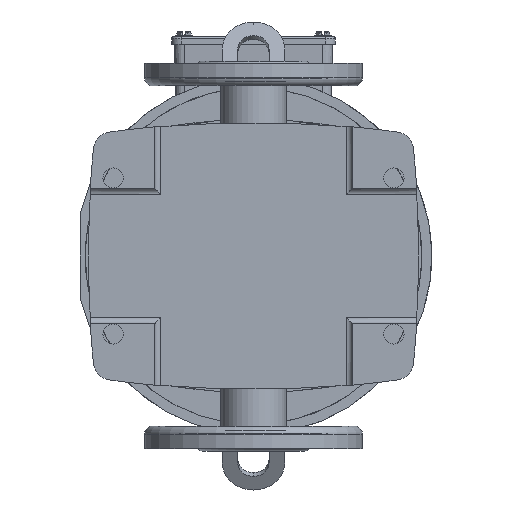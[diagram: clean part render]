
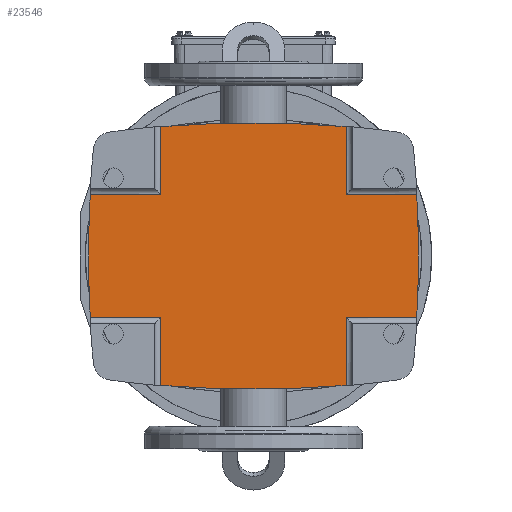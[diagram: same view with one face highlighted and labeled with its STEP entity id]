
A CAD part, front view. The second image highlights one B-rep face of the part: STEP entity #23546.
In plain terms, the highlighted planar face has unit normal (0, -1, 0).
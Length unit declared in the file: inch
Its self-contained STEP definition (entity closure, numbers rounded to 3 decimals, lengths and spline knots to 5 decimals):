
#200 = ORIENTED_EDGE ( 'NONE', *, *, #72763, .F. ) ;
#256 = VERTEX_POINT ( 'NONE', #54346 ) ;
#627 = FACE_OUTER_BOUND ( 'NONE', #24727, .T. ) ;
#1896 = LINE ( 'NONE', #36281, #58279 ) ;
#3031 = ORIENTED_EDGE ( 'NONE', *, *, #62979, .T. ) ;
#3947 = CARTESIAN_POINT ( 'NONE',  ( -4.59646, 0.19685, -2.33625 ) ) ;
#5126 = CIRCLE ( 'NONE', #36694, 26.47079 ) ;
#6163 = EDGE_CURVE ( 'NONE', #8623, #54775, #18984, .T. ) ;
#7471 = LINE ( 'NONE', #35752, #39409 ) ;
#7478 = DIRECTION ( 'NONE',  ( 1., 0., 0. ) ) ;
#8623 = VERTEX_POINT ( 'NONE', #49953 ) ;
#8646 = AXIS2_PLACEMENT_3D ( 'NONE', #24433, #72047, #17269 ) ;
#9136 = EDGE_CURVE ( 'NONE', #54775, #63793, #26172, .T. ) ;
#10381 = ORIENTED_EDGE ( 'NONE', *, *, #74080, .T. ) ;
#11513 = ORIENTED_EDGE ( 'NONE', *, *, #80916, .T. ) ;
#12161 = AXIS2_PLACEMENT_3D ( 'NONE', #69508, #68918, #41250 ) ;
#12203 = AXIS2_PLACEMENT_3D ( 'NONE', #50931, #24157, #71774 ) ;
#13614 = VECTOR ( 'NONE', #51290, 39.37008 ) ;
#15676 = CARTESIAN_POINT ( 'NONE',  ( -3.26434, 0.19685, -2.33625 ) ) ;
#15766 = DIRECTION ( 'NONE',  ( 0., 0., 1. ) ) ;
#15887 = CARTESIAN_POINT ( 'NONE',  ( -1.54265, 0.19685, 4.11924 ) ) ;
#16046 = LINE ( 'NONE', #84408, #74349 ) ;
#16506 = DIRECTION ( 'NONE',  ( 1., 0., 0. ) ) ;
#17269 = DIRECTION ( 'NONE',  ( 0., 0., 1. ) ) ;
#18793 = DIRECTION ( 'NONE',  ( 1., 0., 0. ) ) ;
#18984 = CIRCLE ( 'NONE', #42760, 27.26527 ) ;
#19125 = CARTESIAN_POINT ( 'NONE',  ( 1.54265, 0.19685, 2.33625 ) ) ;
#19163 = VERTEX_POINT ( 'NONE', #15887 ) ;
#19202 = ORIENTED_EDGE ( 'NONE', *, *, #9136, .F. ) ;
#20110 = AXIS2_PLACEMENT_3D ( 'NONE', #80983, #32724, #66323 ) ;
#20759 = CARTESIAN_POINT ( 'NONE',  ( -1.54265, 0.19685, -4.11924 ) ) ;
#21509 = EDGE_CURVE ( 'NONE', #75906, #256, #1896, .T. ) ;
#21921 = EDGE_CURVE ( 'NONE', #63793, #32698, #49775, .T. ) ;
#22804 = EDGE_CURVE ( 'NONE', #256, #63396, #80590, .T. ) ;
#23266 = CARTESIAN_POINT ( 'NONE',  ( 23.10315, 0.19685, 0. ) ) ;
#23546 = ADVANCED_FACE ( 'NONE', ( #627 ), #72896, .F. ) ;
#24157 = DIRECTION ( 'NONE',  ( 0., -1., 0. ) ) ;
#24433 = CARTESIAN_POINT ( 'NONE',  ( 0., 0.19685, -23.10236 ) ) ;
#24727 = EDGE_LOOP ( 'NONE', ( #64690, #48680, #3031, #10381, #61990, #19202, #36083, #57023, #77381, #85996, #200, #32711, #39089, #11513 ) ) ;
#26172 = CIRCLE ( 'NONE', #12161, 27.26527 ) ;
#26587 = CARTESIAN_POINT ( 'NONE',  ( 0., 0.19685, 4.16291 ) ) ;
#26893 = CARTESIAN_POINT ( 'NONE',  ( -4.59646, 0.19685, 2.33625 ) ) ;
#27723 = CARTESIAN_POINT ( 'NONE',  ( 3.26434, 0.19685, -2.33625 ) ) ;
#28864 = DIRECTION ( 'NONE',  ( 0., 0., 1. ) ) ;
#32698 = VERTEX_POINT ( 'NONE', #85233 ) ;
#32711 = ORIENTED_EDGE ( 'NONE', *, *, #21509, .T. ) ;
#32724 = DIRECTION ( 'NONE',  ( 0., 1., 0. ) ) ;
#33963 = EDGE_CURVE ( 'NONE', #77176, #43120, #63550, .T. ) ;
#34078 = CIRCLE ( 'NONE', #12203, 27.26527 ) ;
#34541 = DIRECTION ( 'NONE',  ( 0., 0., 1. ) ) ;
#35752 = CARTESIAN_POINT ( 'NONE',  ( -1.54265, 0.19685, -4.59646 ) ) ;
#36083 = ORIENTED_EDGE ( 'NONE', *, *, #6163, .F. ) ;
#36267 = VERTEX_POINT ( 'NONE', #69549 ) ;
#36281 = CARTESIAN_POINT ( 'NONE',  ( 1.54265, 0.19685, -4.59646 ) ) ;
#36687 = DIRECTION ( 'NONE',  ( 0., -1., 0. ) ) ;
#36694 = AXIS2_PLACEMENT_3D ( 'NONE', #23266, #36687, #84317 ) ;
#37522 = CARTESIAN_POINT ( 'NONE',  ( 0., 0.19685, 23.10236 ) ) ;
#37630 = DIRECTION ( 'NONE',  ( 1., 0., 0. ) ) ;
#39089 = ORIENTED_EDGE ( 'NONE', *, *, #22804, .T. ) ;
#39409 = VECTOR ( 'NONE', #15766, 39.37008 ) ;
#41250 = DIRECTION ( 'NONE',  ( 0., 0., 1. ) ) ;
#42327 = VERTEX_POINT ( 'NONE', #15676 ) ;
#42760 = AXIS2_PLACEMENT_3D ( 'NONE', #37522, #64581, #78019 ) ;
#43102 = DIRECTION ( 'NONE',  ( 0., 0., 1. ) ) ;
#43120 = VERTEX_POINT ( 'NONE', #27723 ) ;
#44793 = EDGE_CURVE ( 'NONE', #8623, #68134, #66317, .T. ) ;
#45065 = VECTOR ( 'NONE', #7478, 39.37008 ) ;
#48620 = EDGE_CURVE ( 'NONE', #68134, #43120, #16046, .T. ) ;
#48680 = ORIENTED_EDGE ( 'NONE', *, *, #69624, .F. ) ;
#49775 = LINE ( 'NONE', #78701, #13614 ) ;
#49953 = CARTESIAN_POINT ( 'NONE',  ( 1.54265, 0.19685, -4.11924 ) ) ;
#50931 = CARTESIAN_POINT ( 'NONE',  ( 0., 0.19685, -23.10236 ) ) ;
#51290 = DIRECTION ( 'NONE',  ( 0., 0., 1. ) ) ;
#52516 = CARTESIAN_POINT ( 'NONE',  ( 1.54265, 0.19685, -2.33625 ) ) ;
#52631 = VECTOR ( 'NONE', #18793, 39.37008 ) ;
#53965 = VERTEX_POINT ( 'NONE', #76826 ) ;
#54346 = CARTESIAN_POINT ( 'NONE',  ( 1.54265, 0.19685, 4.11924 ) ) ;
#54774 = LINE ( 'NONE', #3947, #52631 ) ;
#54775 = VERTEX_POINT ( 'NONE', #59760 ) ;
#55457 = AXIS2_PLACEMENT_3D ( 'NONE', #57093, #83953, #43102 ) ;
#57023 = ORIENTED_EDGE ( 'NONE', *, *, #44793, .T. ) ;
#57093 = CARTESIAN_POINT ( 'NONE',  ( -23.10315, 0.19685, 0. ) ) ;
#58279 = VECTOR ( 'NONE', #28864, 39.37008 ) ;
#59760 = CARTESIAN_POINT ( 'NONE',  ( 0., 0.19685, -4.16291 ) ) ;
#61990 = ORIENTED_EDGE ( 'NONE', *, *, #21921, .F. ) ;
#62979 = EDGE_CURVE ( 'NONE', #36267, #42327, #5126, .T. ) ;
#63396 = VERTEX_POINT ( 'NONE', #26587 ) ;
#63550 = CIRCLE ( 'NONE', #55457, 26.47079 ) ;
#63793 = VERTEX_POINT ( 'NONE', #20759 ) ;
#64581 = DIRECTION ( 'NONE',  ( 0., 1., 0. ) ) ;
#64690 = ORIENTED_EDGE ( 'NONE', *, *, #79972, .F. ) ;
#66317 = LINE ( 'NONE', #82476, #71706 ) ;
#66323 = DIRECTION ( 'NONE',  ( 0., 0., 1. ) ) ;
#68134 = VERTEX_POINT ( 'NONE', #52516 ) ;
#68918 = DIRECTION ( 'NONE',  ( 0., 1., 0. ) ) ;
#69508 = CARTESIAN_POINT ( 'NONE',  ( 0., 0.19685, 23.10236 ) ) ;
#69549 = CARTESIAN_POINT ( 'NONE',  ( -3.26434, 0.19685, 2.33625 ) ) ;
#69624 = EDGE_CURVE ( 'NONE', #36267, #53965, #83480, .T. ) ;
#71706 = VECTOR ( 'NONE', #34541, 39.37008 ) ;
#71774 = DIRECTION ( 'NONE',  ( 0., 0., 1. ) ) ;
#72047 = DIRECTION ( 'NONE',  ( 0., -1., 0. ) ) ;
#72763 = EDGE_CURVE ( 'NONE', #75906, #77176, #82685, .T. ) ;
#72896 = PLANE ( 'NONE',  #20110 ) ;
#74080 = EDGE_CURVE ( 'NONE', #42327, #32698, #54774, .T. ) ;
#74349 = VECTOR ( 'NONE', #16506, 39.37008 ) ;
#75906 = VERTEX_POINT ( 'NONE', #19125 ) ;
#76270 = VECTOR ( 'NONE', #37630, 39.37008 ) ;
#76826 = CARTESIAN_POINT ( 'NONE',  ( -1.54265, 0.19685, 2.33625 ) ) ;
#77176 = VERTEX_POINT ( 'NONE', #82553 ) ;
#77381 = ORIENTED_EDGE ( 'NONE', *, *, #48620, .T. ) ;
#78019 = DIRECTION ( 'NONE',  ( 0., 0., 1. ) ) ;
#78701 = CARTESIAN_POINT ( 'NONE',  ( -1.54265, 0.19685, -4.59646 ) ) ;
#79016 = CARTESIAN_POINT ( 'NONE',  ( -4.59646, 0.19685, 2.33625 ) ) ;
#79972 = EDGE_CURVE ( 'NONE', #53965, #19163, #7471, .T. ) ;
#80590 = CIRCLE ( 'NONE', #8646, 27.26527 ) ;
#80916 = EDGE_CURVE ( 'NONE', #63396, #19163, #34078, .T. ) ;
#80983 = CARTESIAN_POINT ( 'NONE',  ( -1.54265, 0.19685, -4.59646 ) ) ;
#82476 = CARTESIAN_POINT ( 'NONE',  ( 1.54265, 0.19685, -4.59646 ) ) ;
#82553 = CARTESIAN_POINT ( 'NONE',  ( 3.26434, 0.19685, 2.33625 ) ) ;
#82685 = LINE ( 'NONE', #79016, #76270 ) ;
#83480 = LINE ( 'NONE', #26893, #45065 ) ;
#83953 = DIRECTION ( 'NONE',  ( 0., 1., 0. ) ) ;
#84317 = DIRECTION ( 'NONE',  ( 0., 0., 1. ) ) ;
#84408 = CARTESIAN_POINT ( 'NONE',  ( -4.59646, 0.19685, -2.33625 ) ) ;
#85233 = CARTESIAN_POINT ( 'NONE',  ( -1.54265, 0.19685, -2.33625 ) ) ;
#85996 = ORIENTED_EDGE ( 'NONE', *, *, #33963, .F. ) ;
